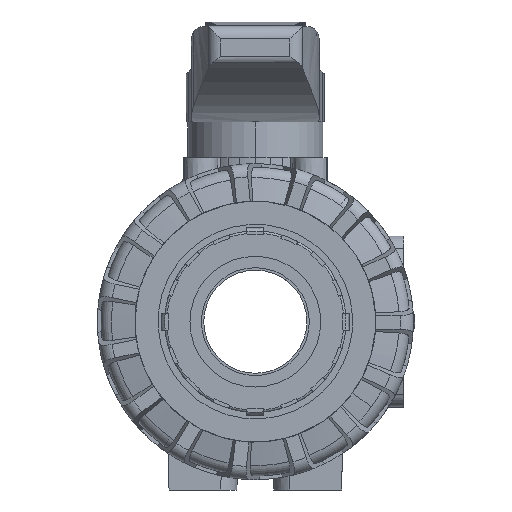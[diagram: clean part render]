
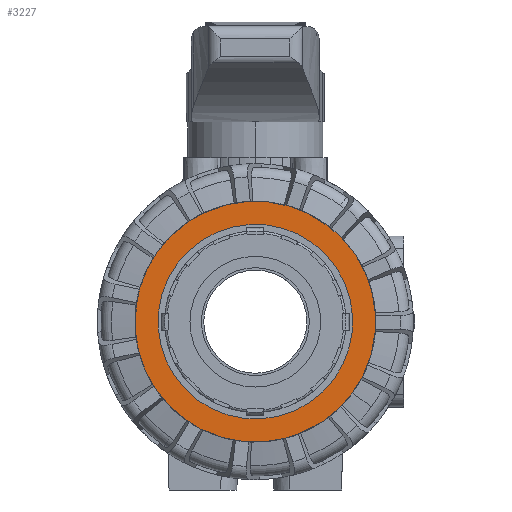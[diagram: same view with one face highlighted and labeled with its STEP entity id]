
A CAD part, left-side view. The second image highlights one B-rep face of the part: STEP entity #3227.
In plain terms, the highlighted planar face has unit normal (-1, 0, 0).
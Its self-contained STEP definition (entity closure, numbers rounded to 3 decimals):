
#3227=ADVANCED_FACE('',(#6970,#6971),#6972,.T.);
#6970=FACE_BOUND('',#11371,.T.);
#6971=FACE_OUTER_BOUND('',#11372,.T.);
#6972=PLANE('',#11373);
#11371=EDGE_LOOP('',(#21482,#21483));
#11372=EDGE_LOOP('',(#21484,#21485));
#11373=AXIS2_PLACEMENT_3D('',#21486,#21487,#21488);
#21482=ORIENTED_EDGE('',*,*,#29895,.T.);
#21483=ORIENTED_EDGE('',*,*,#28844,.T.);
#21484=ORIENTED_EDGE('',*,*,#28839,.T.);
#21485=ORIENTED_EDGE('',*,*,#29945,.T.);
#21486=CARTESIAN_POINT('',(-53.6,0.0,0.0));
#21487=DIRECTION('',(-1.0,0.0,0.0));
#21488=DIRECTION('',(0.0,-0.592,0.806));
#28839=EDGE_CURVE('',#35253,#35317,#35319,.T.);
#28844=EDGE_CURVE('',#35322,#35326,#35328,.T.);
#29895=EDGE_CURVE('',#35326,#35322,#36910,.T.);
#29945=EDGE_CURVE('',#35317,#35253,#36966,.T.);
#35253=VERTEX_POINT('',#45778);
#35317=VERTEX_POINT('',#45843);
#35319=CIRCLE('',#45846,27.9);
#35322=VERTEX_POINT('',#45849);
#35326=VERTEX_POINT('',#45854);
#35328=CIRCLE('',#45857,22.55);
#36910=CIRCLE('',#48610,22.55);
#36966=CIRCLE('',#48734,27.9);
#45778=CARTESIAN_POINT('',(-53.6,-22.493,-16.507));
#45843=CARTESIAN_POINT('',(-53.6,22.493,16.507));
#45846=AXIS2_PLACEMENT_3D('',#55960,#55961,#55962);
#45849=CARTESIAN_POINT('',(-53.6,13.342,-18.18));
#45854=CARTESIAN_POINT('',(-53.6,-13.342,18.18));
#45857=AXIS2_PLACEMENT_3D('',#55968,#55969,#55970);
#48610=AXIS2_PLACEMENT_3D('',#57460,#57461,#57462);
#48734=AXIS2_PLACEMENT_3D('',#57498,#57499,#57500);
#55960=CARTESIAN_POINT('',(-53.6,0.0,0.0));
#55961=DIRECTION('',(-1.0,0.0,0.0));
#55962=DIRECTION('',(0.0,-0.592,0.806));
#55968=CARTESIAN_POINT('',(-53.6,0.0,0.0));
#55969=DIRECTION('',(1.0,0.0,0.0));
#55970=DIRECTION('',(0.0,0.592,-0.806));
#57460=CARTESIAN_POINT('',(-53.6,0.0,0.0));
#57461=DIRECTION('',(1.0,0.0,0.0));
#57462=DIRECTION('',(0.0,0.592,-0.806));
#57498=CARTESIAN_POINT('',(-53.6,0.0,0.0));
#57499=DIRECTION('',(-1.0,0.0,0.0));
#57500=DIRECTION('',(0.0,-0.592,0.806));
